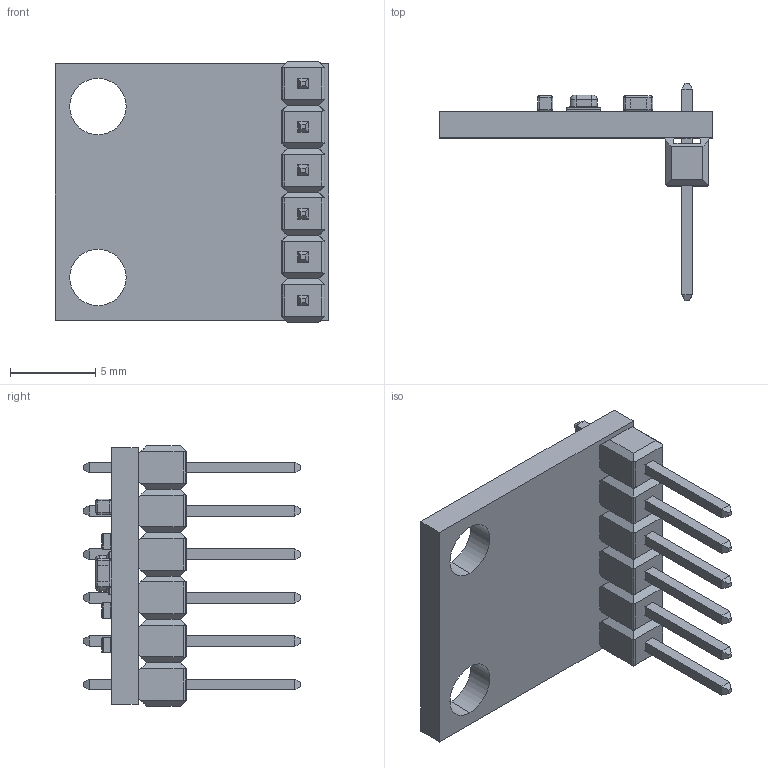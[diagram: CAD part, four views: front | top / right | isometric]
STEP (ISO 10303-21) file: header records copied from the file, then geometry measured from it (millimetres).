
FILE_DESCRIPTION (( 'STEP AP203' ), '1' );
FILE_NAME ('bmp280_module.STEP', '2022-01-27T14:14:30', ( '' ), ( '' ), 'SwSTEP 2.0', 'SolidWorks 2021', '' );
FILE_SCHEMA (( 'CONFIG_CONTROL_DESIGN' ));
Length unit declared in the file: millimetre
Products named in the file (1): bmp280_module
Bounding box: 16 x 12.7 x 15.24 mm (x, y, z)
Surface area: 1064.9 mm2 (no closed solid volume)
Topology: 0 solids, 15 shells, 729 faces, 1916 edges, 1232 vertices
Faces by surface type: plane 513, cylinder 116, bspline 80, sphere 16, torus 4
Entity records: 26458 total; most frequent: CARTESIAN_POINT 9513, ORIENTED_EDGE 3800, DIRECTION 2965, EDGE_CURVE 1900, VERTEX_POINT 1232, LINE 1089, VECTOR 1089, AXIS2_PLACEMENT_3D 938
